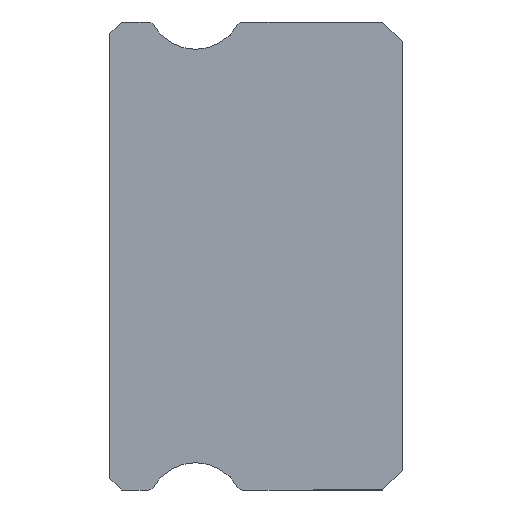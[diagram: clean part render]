
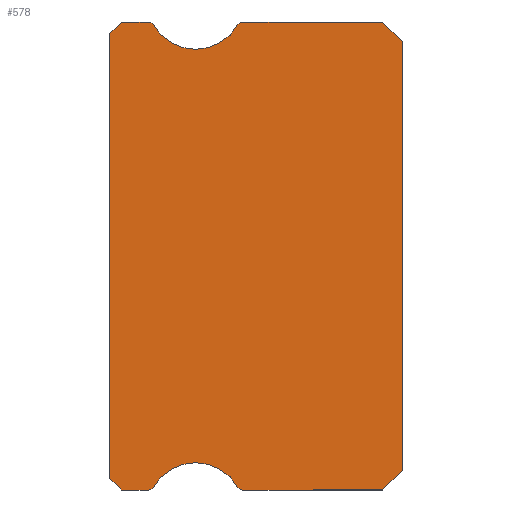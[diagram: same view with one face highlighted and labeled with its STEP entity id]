
A CAD part, left-side view. The second image highlights one B-rep face of the part: STEP entity #578.
In plain terms, the highlighted planar face has unit normal (-1, 0, 0).
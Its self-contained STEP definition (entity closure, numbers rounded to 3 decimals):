
#81 = DIRECTION ( 'NONE',  ( 0., 0.707, -0.707 ) ) ;
#158 = CARTESIAN_POINT ( 'NONE',  ( -7.5, 6.512, -6. ) ) ;
#170 = VECTOR ( 'NONE', #81, 1000. ) ;
#346 = VERTEX_POINT ( 'NONE', #3119 ) ;
#385 = DIRECTION ( 'NONE',  ( 0., 0., 1. ) ) ;
#414 = DIRECTION ( 'NONE',  ( 0., 0., -1. ) ) ;
#429 = VERTEX_POINT ( 'NONE', #1371 ) ;
#434 = EDGE_CURVE ( 'NONE', #493, #1254, #4281, .T. ) ;
#437 = CARTESIAN_POINT ( 'NONE',  ( -7.5, 7.5, 5.7 ) ) ;
#440 = CARTESIAN_POINT ( 'NONE',  ( -7.5, 5.3, -6.55 ) ) ;
#441 = VERTEX_POINT ( 'NONE', #4189 ) ;
#463 = EDGE_CURVE ( 'NONE', #2968, #1254, #1861, .T. ) ;
#493 = VERTEX_POINT ( 'NONE', #3714 ) ;
#507 = ORIENTED_EDGE ( 'NONE', *, *, #3623, .F. ) ;
#538 = VERTEX_POINT ( 'NONE', #2433 ) ;
#541 = CARTESIAN_POINT ( 'NONE',  ( -7.5, 4.088, 5.85 ) ) ;
#578 = ADVANCED_FACE ( 'NONE', ( #5290 ), #3838, .F. ) ;
#597 = AXIS2_PLACEMENT_3D ( 'NONE', #440, #2832, #4742 ) ;
#632 = CARTESIAN_POINT ( 'NONE',  ( -7.5, 7.2, -6. ) ) ;
#738 = DIRECTION ( 'NONE',  ( 0., -1., 0. ) ) ;
#765 = EDGE_CURVE ( 'NONE', #4828, #4321, #2553, .T. ) ;
#768 = LINE ( 'NONE', #5574, #1987 ) ;
#792 = VECTOR ( 'NONE', #385, 1000. ) ;
#834 = LINE ( 'NONE', #3536, #1919 ) ;
#949 = LINE ( 'NONE', #437, #2423 ) ;
#999 = EDGE_CURVE ( 'NONE', #3487, #2961, #6193, .T. ) ;
#1073 = CIRCLE ( 'NONE', #3084, 1.25 ) ;
#1115 = CARTESIAN_POINT ( 'NONE',  ( -7.5, 6.512, -5.85 ) ) ;
#1127 = EDGE_CURVE ( 'NONE', #4140, #3487, #1073, .T. ) ;
#1159 = DIRECTION ( 'NONE',  ( 0., 0., -1. ) ) ;
#1217 = ORIENTED_EDGE ( 'NONE', *, *, #434, .F. ) ;
#1254 = VERTEX_POINT ( 'NONE', #5762 ) ;
#1348 = EDGE_CURVE ( 'NONE', #441, #3063, #4921, .T. ) ;
#1371 = CARTESIAN_POINT ( 'NONE',  ( -7.5, 7.5, 5.7 ) ) ;
#1410 = EDGE_CURVE ( 'NONE', #2968, #4828, #1592, .T. ) ;
#1445 = ORIENTED_EDGE ( 'NONE', *, *, #2951, .F. ) ;
#1481 = AXIS2_PLACEMENT_3D ( 'NONE', #2874, #2941, #3863 ) ;
#1486 = VECTOR ( 'NONE', #4246, 1000. ) ;
#1574 = DIRECTION ( 'NONE',  ( 1., 0., 0. ) ) ;
#1592 = LINE ( 'NONE', #4851, #170 ) ;
#1674 = ORIENTED_EDGE ( 'NONE', *, *, #4516, .F. ) ;
#1740 = CARTESIAN_POINT ( 'NONE',  ( -7.5, 6.512, -6. ) ) ;
#1798 = LINE ( 'NONE', #2269, #1486 ) ;
#1823 = CARTESIAN_POINT ( 'NONE',  ( -7.5, 5.3, 6.55 ) ) ;
#1861 = LINE ( 'NONE', #3226, #792 ) ;
#1906 = VERTEX_POINT ( 'NONE', #3060 ) ;
#1911 = CARTESIAN_POINT ( 'NONE',  ( -7.5, 6.512, -6. ) ) ;
#1919 = VECTOR ( 'NONE', #4645, 1000. ) ;
#1987 = VECTOR ( 'NONE', #738, 1000. ) ;
#2078 = DIRECTION ( 'NONE',  ( 0., 1., 0. ) ) ;
#2082 = CARTESIAN_POINT ( 'NONE',  ( -7.5, 4.217, -5.925 ) ) ;
#2269 = CARTESIAN_POINT ( 'NONE',  ( -7.5, 7.5, 5.85 ) ) ;
#2294 = VECTOR ( 'NONE', #5756, 1000. ) ;
#2305 = ORIENTED_EDGE ( 'NONE', *, *, #765, .F. ) ;
#2372 = ORIENTED_EDGE ( 'NONE', *, *, #1410, .F. ) ;
#2423 = VECTOR ( 'NONE', #5156, 1000. ) ;
#2424 = DIRECTION ( 'NONE',  ( 1., 0., 0. ) ) ;
#2433 = CARTESIAN_POINT ( 'NONE',  ( -7.5, 6.383, 5.925 ) ) ;
#2493 = ORIENTED_EDGE ( 'NONE', *, *, #1127, .F. ) ;
#2529 = ORIENTED_EDGE ( 'NONE', *, *, #999, .F. ) ;
#2553 = LINE ( 'NONE', #158, #2668 ) ;
#2600 = CIRCLE ( 'NONE', #6216, 1.25 ) ;
#2668 = VECTOR ( 'NONE', #2078, 1000. ) ;
#2779 = ORIENTED_EDGE ( 'NONE', *, *, #5442, .T. ) ;
#2794 = CARTESIAN_POINT ( 'NONE',  ( -7.5, 6.383, -5.925 ) ) ;
#2832 = DIRECTION ( 'NONE',  ( -1., 0., 0. ) ) ;
#2846 = CARTESIAN_POINT ( 'NONE',  ( -7.5, 0.5, 6. ) ) ;
#2874 = CARTESIAN_POINT ( 'NONE',  ( -7.5, 6.512, 5.85 ) ) ;
#2941 = DIRECTION ( 'NONE',  ( 1., 0., 0. ) ) ;
#2951 = EDGE_CURVE ( 'NONE', #3307, #5429, #4391, .T. ) ;
#2961 = VERTEX_POINT ( 'NONE', #5251 ) ;
#2968 = VERTEX_POINT ( 'NONE', #4442 ) ;
#3041 = DIRECTION ( 'NONE',  ( 1., 0., 0. ) ) ;
#3060 = CARTESIAN_POINT ( 'NONE',  ( -7.5, 7.2, 6. ) ) ;
#3063 = VERTEX_POINT ( 'NONE', #632 ) ;
#3084 = AXIS2_PLACEMENT_3D ( 'NONE', #4022, #4935, #1159 ) ;
#3089 = VECTOR ( 'NONE', #3464, 1000. ) ;
#3119 = CARTESIAN_POINT ( 'NONE',  ( -7.5, 6.512, 6. ) ) ;
#3213 = ORIENTED_EDGE ( 'NONE', *, *, #4252, .F. ) ;
#3226 = CARTESIAN_POINT ( 'NONE',  ( -7.5, 0., 5.5 ) ) ;
#3261 = ORIENTED_EDGE ( 'NONE', *, *, #3437, .F. ) ;
#3304 = AXIS2_PLACEMENT_3D ( 'NONE', #3964, #1574, #3489 ) ;
#3307 = VERTEX_POINT ( 'NONE', #2082 ) ;
#3325 = CARTESIAN_POINT ( 'NONE',  ( -7.5, 4.088, -6. ) ) ;
#3363 = DIRECTION ( 'NONE',  ( 0., 0., -1. ) ) ;
#3437 = EDGE_CURVE ( 'NONE', #5429, #5838, #5721, .T. ) ;
#3464 = DIRECTION ( 'NONE',  ( 0., -0.707, -0.707 ) ) ;
#3471 = EDGE_CURVE ( 'NONE', #2961, #493, #768, .T. ) ;
#3487 = VERTEX_POINT ( 'NONE', #4124 ) ;
#3489 = DIRECTION ( 'NONE',  ( 0., 0., -1. ) ) ;
#3527 = CARTESIAN_POINT ( 'NONE',  ( -7.5, 7.2, -6. ) ) ;
#3536 = CARTESIAN_POINT ( 'NONE',  ( -7.5, 7.2, 6. ) ) ;
#3611 = EDGE_CURVE ( 'NONE', #441, #429, #1798, .T. ) ;
#3623 = EDGE_CURVE ( 'NONE', #346, #538, #3885, .T. ) ;
#3648 = DIRECTION ( 'NONE',  ( 0., -1., 0. ) ) ;
#3714 = CARTESIAN_POINT ( 'NONE',  ( -7.5, 0.5, 6. ) ) ;
#3737 = DIRECTION ( 'NONE',  ( -1., 0., 0. ) ) ;
#3763 = CARTESIAN_POINT ( 'NONE',  ( -7.5, 6.512, 5.85 ) ) ;
#3838 = PLANE ( 'NONE',  #1481 ) ;
#3863 = DIRECTION ( 'NONE',  ( 0., 0., -1. ) ) ;
#3885 = CIRCLE ( 'NONE', #4384, 0.15 ) ;
#3900 = ORIENTED_EDGE ( 'NONE', *, *, #3471, .F. ) ;
#3964 = CARTESIAN_POINT ( 'NONE',  ( -7.5, 4.088, -5.85 ) ) ;
#4022 = CARTESIAN_POINT ( 'NONE',  ( -7.5, 5.3, 6.55 ) ) ;
#4124 = CARTESIAN_POINT ( 'NONE',  ( -7.5, 4.217, 5.925 ) ) ;
#4140 = VERTEX_POINT ( 'NONE', #5466 ) ;
#4156 = LINE ( 'NONE', #1740, #5192 ) ;
#4189 = CARTESIAN_POINT ( 'NONE',  ( -7.5, 7.5, -5.7 ) ) ;
#4193 = AXIS2_PLACEMENT_3D ( 'NONE', #1115, #3041, #4943 ) ;
#4246 = DIRECTION ( 'NONE',  ( 0., 0., 1. ) ) ;
#4252 = EDGE_CURVE ( 'NONE', #4321, #3307, #4601, .T. ) ;
#4281 = LINE ( 'NONE', #2846, #2294 ) ;
#4321 = VERTEX_POINT ( 'NONE', #3325 ) ;
#4329 = DIRECTION ( 'NONE',  ( 0., 0., -1. ) ) ;
#4384 = AXIS2_PLACEMENT_3D ( 'NONE', #3763, #4682, #3363 ) ;
#4391 = CIRCLE ( 'NONE', #597, 1.25 ) ;
#4442 = CARTESIAN_POINT ( 'NONE',  ( -7.5, 0., -5.5 ) ) ;
#4516 = EDGE_CURVE ( 'NONE', #538, #4140, #2600, .T. ) ;
#4601 = CIRCLE ( 'NONE', #3304, 0.15 ) ;
#4645 = DIRECTION ( 'NONE',  ( 0., 1., 0. ) ) ;
#4682 = DIRECTION ( 'NONE',  ( 1., 0., 0. ) ) ;
#4742 = DIRECTION ( 'NONE',  ( 0., 0., -1. ) ) ;
#4828 = VERTEX_POINT ( 'NONE', #5081 ) ;
#4830 = ORIENTED_EDGE ( 'NONE', *, *, #463, .T. ) ;
#4851 = CARTESIAN_POINT ( 'NONE',  ( -7.5, 0., -5.5 ) ) ;
#4853 = ORIENTED_EDGE ( 'NONE', *, *, #5203, .T. ) ;
#4921 = LINE ( 'NONE', #3527, #3089 ) ;
#4935 = DIRECTION ( 'NONE',  ( -1., 0., 0. ) ) ;
#4943 = DIRECTION ( 'NONE',  ( 0., 0., -1. ) ) ;
#5081 = CARTESIAN_POINT ( 'NONE',  ( -7.5, 0.5, -6. ) ) ;
#5156 = DIRECTION ( 'NONE',  ( 0., 0.707, -0.707 ) ) ;
#5192 = VECTOR ( 'NONE', #3648, 1000. ) ;
#5203 = EDGE_CURVE ( 'NONE', #346, #1906, #834, .T. ) ;
#5251 = CARTESIAN_POINT ( 'NONE',  ( -7.5, 4.088, 6. ) ) ;
#5290 = FACE_OUTER_BOUND ( 'NONE', #5660, .T. ) ;
#5339 = ORIENTED_EDGE ( 'NONE', *, *, #5741, .T. ) ;
#5417 = ORIENTED_EDGE ( 'NONE', *, *, #3611, .F. ) ;
#5429 = VERTEX_POINT ( 'NONE', #2794 ) ;
#5442 = EDGE_CURVE ( 'NONE', #1906, #429, #949, .T. ) ;
#5466 = CARTESIAN_POINT ( 'NONE',  ( -7.5, 5.3, 5.3 ) ) ;
#5555 = ORIENTED_EDGE ( 'NONE', *, *, #1348, .T. ) ;
#5574 = CARTESIAN_POINT ( 'NONE',  ( -7.5, 6.512, 6. ) ) ;
#5660 = EDGE_LOOP ( 'NONE', ( #2779, #5417, #5555, #5339, #3261, #1445, #3213, #2305, #2372, #4830, #1217, #3900, #2529, #2493, #1674, #507, #4853 ) ) ;
#5721 = CIRCLE ( 'NONE', #4193, 0.15 ) ;
#5741 = EDGE_CURVE ( 'NONE', #3063, #5838, #4156, .T. ) ;
#5756 = DIRECTION ( 'NONE',  ( 0., -0.707, -0.707 ) ) ;
#5762 = CARTESIAN_POINT ( 'NONE',  ( -7.5, 0., 5.5 ) ) ;
#5838 = VERTEX_POINT ( 'NONE', #1911 ) ;
#5893 = AXIS2_PLACEMENT_3D ( 'NONE', #541, #2424, #4329 ) ;
#6193 = CIRCLE ( 'NONE', #5893, 0.15 ) ;
#6216 = AXIS2_PLACEMENT_3D ( 'NONE', #1823, #3737, #414 ) ;
